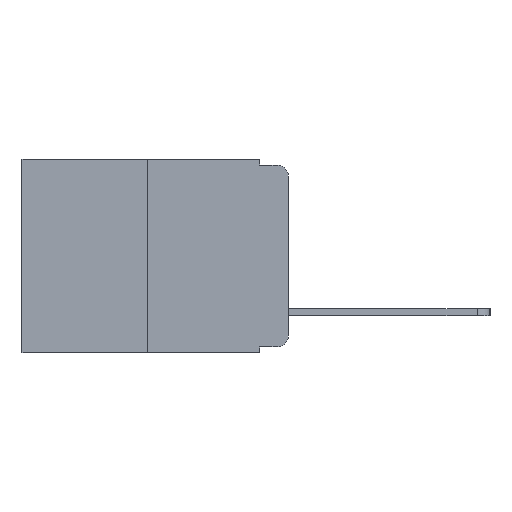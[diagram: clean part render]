
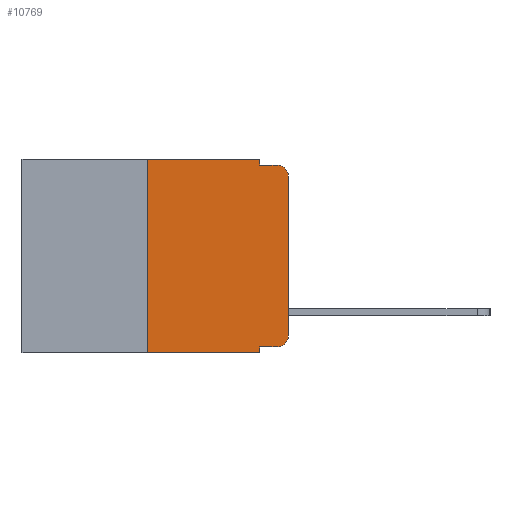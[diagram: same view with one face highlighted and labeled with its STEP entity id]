
A CAD part, left-side view. The second image highlights one B-rep face of the part: STEP entity #10769.
In plain terms, the highlighted planar face has unit normal (-1, 0, 0).
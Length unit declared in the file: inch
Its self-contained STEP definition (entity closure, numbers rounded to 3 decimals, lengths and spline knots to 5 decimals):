
#46 = CARTESIAN_POINT ( 'NONE',  ( 0., 0.051, -0.333 ) ) ;
#144 = LINE ( 'NONE', #14569, #11459 ) ;
#256 = VERTEX_POINT ( 'NONE', #4751 ) ;
#356 = DIRECTION ( 'NONE',  ( 0., -1., 0. ) ) ;
#1136 = ORIENTED_EDGE ( 'NONE', *, *, #10010, .F. ) ;
#1244 = VERTEX_POINT ( 'NONE', #2929 ) ;
#1481 = DIRECTION ( 'NONE',  ( 0., -1., 0. ) ) ;
#2012 = VECTOR ( 'NONE', #356, 39.37008 ) ;
#2178 = VECTOR ( 'NONE', #8640, 39.37008 ) ;
#2269 = CIRCLE ( 'NONE', #4177, 0.02 ) ;
#2515 = CARTESIAN_POINT ( 'NONE',  ( 0., 0., -0.03 ) ) ;
#2830 = VERTEX_POINT ( 'NONE', #14085 ) ;
#2929 = CARTESIAN_POINT ( 'NONE',  ( 0., 0.051, -0.333 ) ) ;
#2983 = DIRECTION ( 'NONE',  ( 0., 0., -1. ) ) ;
#2989 = VECTOR ( 'NONE', #13926, 39.37008 ) ;
#3165 = CARTESIAN_POINT ( 'NONE',  ( 0., 0.051, -0.01 ) ) ;
#3220 = LINE ( 'NONE', #8116, #9353 ) ;
#3279 = DIRECTION ( 'NONE',  ( 0., 0., -1. ) ) ;
#3526 = VERTEX_POINT ( 'NONE', #3165 ) ;
#3950 = DIRECTION ( 'NONE',  ( -1., 0., 0. ) ) ;
#4175 = EDGE_CURVE ( 'NONE', #13840, #256, #5328, .T. ) ;
#4177 = AXIS2_PLACEMENT_3D ( 'NONE', #14541, #7464, #15611 ) ;
#4498 = ORIENTED_EDGE ( 'NONE', *, *, #11835, .F. ) ;
#4751 = CARTESIAN_POINT ( 'NONE',  ( 0., 0.051, -0.343 ) ) ;
#5093 = CARTESIAN_POINT ( 'NONE',  ( 0., 0.02, -0.333 ) ) ;
#5328 = LINE ( 'NONE', #9930, #2012 ) ;
#5350 = VERTEX_POINT ( 'NONE', #2515 ) ;
#5792 = VERTEX_POINT ( 'NONE', #14300 ) ;
#5805 = DIRECTION ( 'NONE',  ( 0., 0., -1. ) ) ;
#5970 = VECTOR ( 'NONE', #5805, 39.37008 ) ;
#6593 = EDGE_LOOP ( 'NONE', ( #12020, #8651, #11464, #8097, #4498, #1136, #13653, #7334, #13326, #13017 ) ) ;
#6653 = LINE ( 'NONE', #12888, #2989 ) ;
#6699 = EDGE_CURVE ( 'NONE', #6738, #7706, #2269, .T. ) ;
#6738 = VERTEX_POINT ( 'NONE', #5093 ) ;
#7334 = ORIENTED_EDGE ( 'NONE', *, *, #9145, .F. ) ;
#7464 = DIRECTION ( 'NONE',  ( -1., 0., 0. ) ) ;
#7519 = EDGE_CURVE ( 'NONE', #1244, #6738, #11187, .T. ) ;
#7647 = VERTEX_POINT ( 'NONE', #9035 ) ;
#7706 = VERTEX_POINT ( 'NONE', #15040 ) ;
#7809 = VECTOR ( 'NONE', #1481, 39.37008 ) ;
#7838 = FACE_OUTER_BOUND ( 'NONE', #6593, .T. ) ;
#7946 = AXIS2_PLACEMENT_3D ( 'NONE', #12732, #10384, #2983 ) ;
#8097 = ORIENTED_EDGE ( 'NONE', *, *, #10875, .F. ) ;
#8116 = CARTESIAN_POINT ( 'NONE',  ( 0., 0.473, 0. ) ) ;
#8166 = CIRCLE ( 'NONE', #11376, 0.02 ) ;
#8640 = DIRECTION ( 'NONE',  ( 0., 0., 1. ) ) ;
#8651 = ORIENTED_EDGE ( 'NONE', *, *, #13168, .T. ) ;
#8700 = LINE ( 'NONE', #11227, #2178 ) ;
#8705 = DIRECTION ( 'NONE',  ( 0., 0., 1. ) ) ;
#9035 = CARTESIAN_POINT ( 'NONE',  ( 0., 0.25, 0. ) ) ;
#9090 = PLANE ( 'NONE',  #7946 ) ;
#9145 = EDGE_CURVE ( 'NONE', #1244, #256, #9290, .T. ) ;
#9194 = LINE ( 'NONE', #13043, #5970 ) ;
#9290 = LINE ( 'NONE', #10674, #9690 ) ;
#9350 = DIRECTION ( 'NONE',  ( 0., -1., 0. ) ) ;
#9353 = VECTOR ( 'NONE', #9350, 39.37008 ) ;
#9690 = VECTOR ( 'NONE', #3279, 39.37008 ) ;
#9930 = CARTESIAN_POINT ( 'NONE',  ( 0., 0.473, -0.343 ) ) ;
#10010 = EDGE_CURVE ( 'NONE', #13840, #7647, #144, .T. ) ;
#10384 = DIRECTION ( 'NONE',  ( 1., 0., 0. ) ) ;
#10674 = CARTESIAN_POINT ( 'NONE',  ( 0., 0.051, 0. ) ) ;
#10769 = ADVANCED_FACE ( 'NONE', ( #7838 ), #9090, .F. ) ;
#10875 = EDGE_CURVE ( 'NONE', #5792, #3526, #9194, .T. ) ;
#11164 = CARTESIAN_POINT ( 'NONE',  ( 0., 0.25, -0.343 ) ) ;
#11187 = LINE ( 'NONE', #46, #7809 ) ;
#11227 = CARTESIAN_POINT ( 'NONE',  ( 0., 0., 0. ) ) ;
#11351 = CARTESIAN_POINT ( 'NONE',  ( 0., 0.02, -0.03 ) ) ;
#11376 = AXIS2_PLACEMENT_3D ( 'NONE', #11351, #3950, #12523 ) ;
#11459 = VECTOR ( 'NONE', #8705, 39.37008 ) ;
#11464 = ORIENTED_EDGE ( 'NONE', *, *, #12487, .F. ) ;
#11835 = EDGE_CURVE ( 'NONE', #7647, #5792, #3220, .T. ) ;
#12020 = ORIENTED_EDGE ( 'NONE', *, *, #13860, .T. ) ;
#12487 = EDGE_CURVE ( 'NONE', #3526, #2830, #6653, .T. ) ;
#12523 = DIRECTION ( 'NONE',  ( 0., 0., -1. ) ) ;
#12732 = CARTESIAN_POINT ( 'NONE',  ( 0., 0.473, 0. ) ) ;
#12888 = CARTESIAN_POINT ( 'NONE',  ( 0., 0.051, -0.01 ) ) ;
#13017 = ORIENTED_EDGE ( 'NONE', *, *, #6699, .T. ) ;
#13043 = CARTESIAN_POINT ( 'NONE',  ( 0., 0.051, 0. ) ) ;
#13168 = EDGE_CURVE ( 'NONE', #5350, #2830, #8166, .T. ) ;
#13326 = ORIENTED_EDGE ( 'NONE', *, *, #7519, .T. ) ;
#13653 = ORIENTED_EDGE ( 'NONE', *, *, #4175, .T. ) ;
#13840 = VERTEX_POINT ( 'NONE', #11164 ) ;
#13860 = EDGE_CURVE ( 'NONE', #7706, #5350, #8700, .T. ) ;
#13926 = DIRECTION ( 'NONE',  ( 0., -1., 0. ) ) ;
#14085 = CARTESIAN_POINT ( 'NONE',  ( 0., 0.02, -0.01 ) ) ;
#14300 = CARTESIAN_POINT ( 'NONE',  ( 0., 0.051, 0. ) ) ;
#14541 = CARTESIAN_POINT ( 'NONE',  ( 0., 0.02, -0.313 ) ) ;
#14569 = CARTESIAN_POINT ( 'NONE',  ( 0., 0.25, 0. ) ) ;
#15040 = CARTESIAN_POINT ( 'NONE',  ( 0., 0., -0.313 ) ) ;
#15611 = DIRECTION ( 'NONE',  ( 0., 0., -1. ) ) ;
